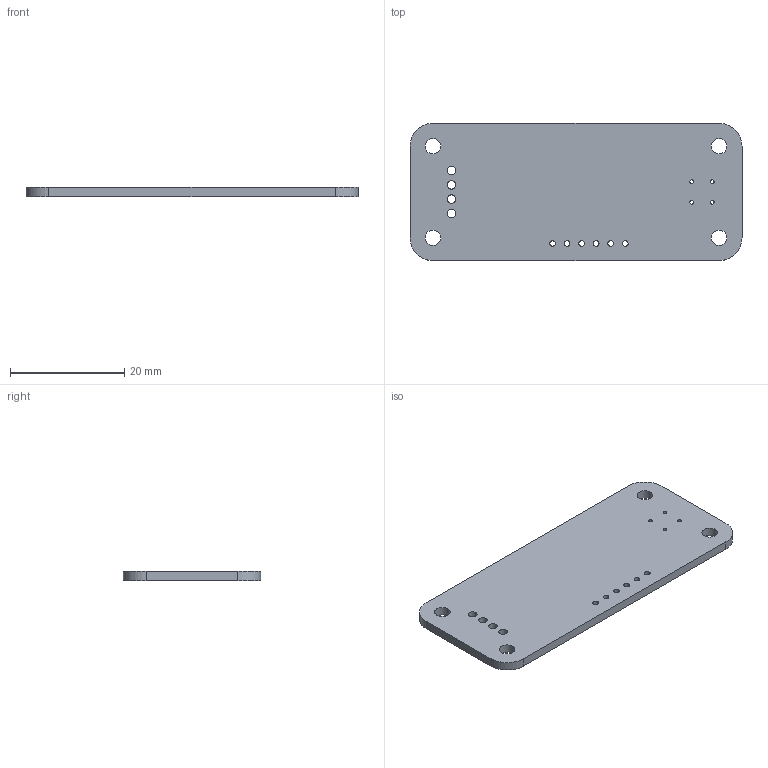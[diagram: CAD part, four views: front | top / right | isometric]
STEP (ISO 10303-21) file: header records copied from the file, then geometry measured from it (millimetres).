
FILE_DESCRIPTION(('KiCad electronic assembly'),'2;1');
FILE_NAME('Temperature_Tire_Sensor.step','2022-07-27T08:38:53',('Pcbnew' ),('Kicad'),'Open CASCADE STEP processor 7.5', 'KiCad to STEP converter','Unknown');
FILE_SCHEMA(('AUTOMOTIVE_DESIGN { 1 0 10303 214 1 1 1 1 }'));
Length unit declared in the file: millimetre
Products named in the file (2): Temperature_Tire_Sensor 1; Temperature_Tire_Sensor PCB
Assembly tree (1 placements, depth 2):
  Temperature_Tire_Sensor 1
    Temperature_Tire_Sensor PCB
Bounding box: 58 x 24 x 1.58 mm (x, y, z)
Volume: 2120.8 mm3; surface area: 3058.9 mm2
Topology: 1 solids, 1 shells, 28 faces, 78 edges, 52 vertices
Faces by surface type: cylinder 22, plane 6
Full cylindrical faces by diameter (mm): 0.65 x4, 1 x6, 1.5 x4, 2.7 x4
Entity records: 2059 total; most frequent: DIRECTION 338, CARTESIAN_POINT 316, ORIENTED_EDGE 156, PCURVE 156, DEFINITIONAL_REPRESENTATION 156, LINE 146, VECTOR 146, CIRCLE 88
